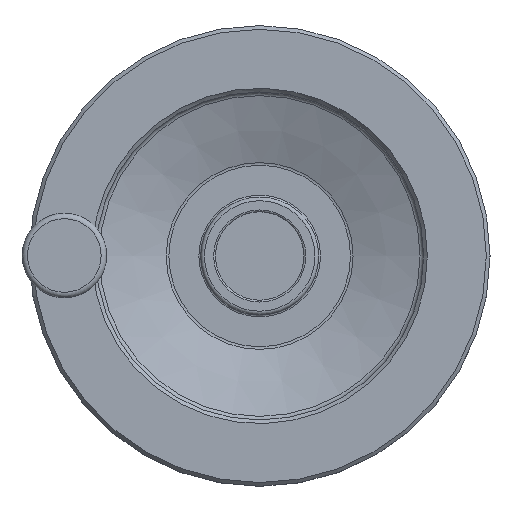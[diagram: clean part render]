
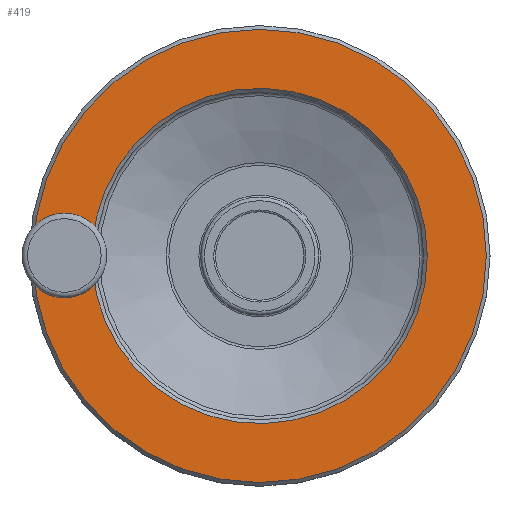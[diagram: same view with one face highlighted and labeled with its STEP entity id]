
A CAD part, top view. The second image highlights one B-rep face of the part: STEP entity #419.
In plain terms, the highlighted planar face has unit normal (0, 0, 1).
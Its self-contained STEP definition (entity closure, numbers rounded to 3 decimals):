
#419 = ADVANCED_FACE( '', ( #933, #934 ), #935, .F. );
#933 = FACE_OUTER_BOUND( '', #3019, .T. );
#934 = FACE_BOUND( '', #3020, .T. );
#935 = PLANE( '', #3021 );
#3019 = EDGE_LOOP( '', ( #4092 ) );
#3020 = EDGE_LOOP( '', ( #4093, #4094 ) );
#3021 = AXIS2_PLACEMENT_3D( '', #4095, #4096, #4097 );
#4092 = ORIENTED_EDGE( '', *, *, #4739, .T. );
#4093 = ORIENTED_EDGE( '', *, *, #4733, .T. );
#4094 = ORIENTED_EDGE( '', *, *, #4476, .T. );
#4095 = CARTESIAN_POINT( '', ( 62.5, 0., 31. ) );
#4096 = DIRECTION( '', ( 0., 0., -1. ) );
#4097 = DIRECTION( '', ( -1., 0., 0. ) );
#4476 = EDGE_CURVE( '', #5004, #5003, #5006, .F. );
#4733 = EDGE_CURVE( '', #5003, #5004, #5368, .T. );
#4739 = EDGE_CURVE( '', #5377, #5377, #5378, .F. );
#5003 = VERTEX_POINT( '', #5966 );
#5004 = VERTEX_POINT( '', #5967 );
#5006 = CIRCLE( '', #5969, 8. );
#5368 = CIRCLE( '', #7060, 45.5 );
#5377 = VERTEX_POINT( '', #7069 );
#5378 = CIRCLE( '', #7070, 61.5 );
#5966 = CARTESIAN_POINT( '', ( -45.427, 2.578, 31. ) );
#5967 = CARTESIAN_POINT( '', ( -45.427, -2.578, 31. ) );
#5969 = AXIS2_PLACEMENT_3D( '', #7313, #7314, #7315 );
#7060 = AXIS2_PLACEMENT_3D( '', #7621, #7622, #7623 );
#7069 = CARTESIAN_POINT( '', ( -61.5, 0., 31. ) );
#7070 = AXIS2_PLACEMENT_3D( '', #7633, #7634, #7635 );
#7313 = CARTESIAN_POINT( '', ( -53., 0., 31. ) );
#7314 = DIRECTION( '', ( 0., 0., 1. ) );
#7315 = DIRECTION( '', ( 0., -1., 0. ) );
#7621 = CARTESIAN_POINT( '', ( 0., 0., 31. ) );
#7622 = DIRECTION( '', ( 0., 0., -1. ) );
#7623 = DIRECTION( '', ( -1., 0., 0. ) );
#7633 = CARTESIAN_POINT( '', ( 0., 0., 31. ) );
#7634 = DIRECTION( '', ( 0., 0., -1. ) );
#7635 = DIRECTION( '', ( -1., 0., 0. ) );
